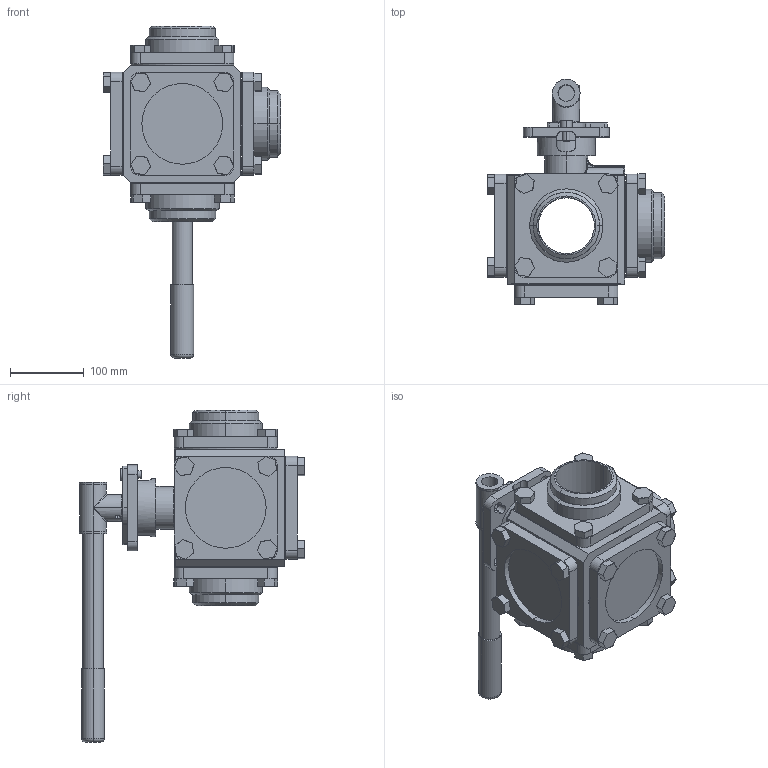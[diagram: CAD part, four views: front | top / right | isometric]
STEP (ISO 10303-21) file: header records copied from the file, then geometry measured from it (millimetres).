
FILE_DESCRIPTION (( 'STEP AP214' ), '1' );
FILE_NAME ('33-BW-0300-XXX.step', '2019-09-30T20:14:29', ( '' ), ( '' ), 'SwSTEP 2.0', 'SolidWorks 2019', '' );
FILE_SCHEMA (( 'AUTOMOTIVE_DESIGN' ));
Length unit declared in the file: inch
Products named in the file (2): 33-BW-0300-XXX
Bounding box: 240.35 x 305.31 x 449.39 mm (x, y, z)
Surface area: 462220 mm2 (no closed solid volume)
Topology: 0 solids, 33 shells, 564 faces, 1551 edges, 1010 vertices
Faces by surface type: plane 384, cylinder 148, cone 14, torus 10, bspline 8
Entity records: 26032 total; most frequent: CARTESIAN_POINT 4248, DIRECTION 3075, ORIENTED_EDGE 2708, EDGE_CURVE 1547, VECTOR 1039, LINE 1039, AXIS2_PLACEMENT_3D 1018, VERTEX_POINT 1010
